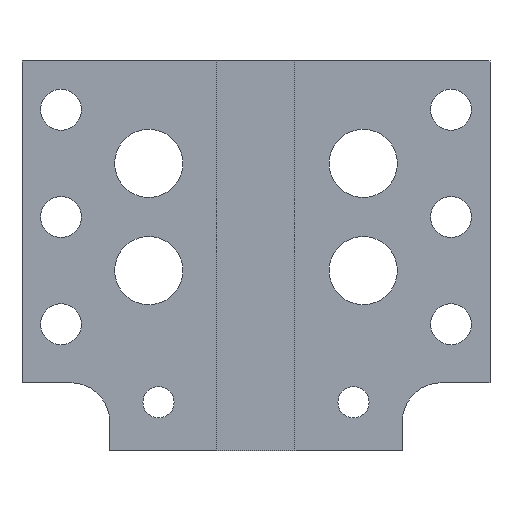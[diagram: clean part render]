
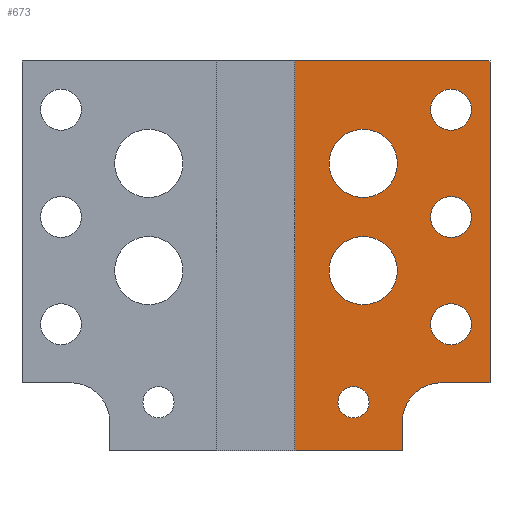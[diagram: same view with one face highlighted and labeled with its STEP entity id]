
A CAD part, front view. The second image highlights one B-rep face of the part: STEP entity #673.
In plain terms, the highlighted planar face has unit normal (0, -1, 0).
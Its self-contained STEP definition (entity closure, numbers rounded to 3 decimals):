
#28=FACE_BOUND('',#85,.T.);
#29=FACE_BOUND('',#86,.T.);
#30=FACE_BOUND('',#87,.T.);
#31=FACE_BOUND('',#88,.T.);
#32=FACE_BOUND('',#89,.T.);
#33=FACE_BOUND('',#90,.T.);
#52=FACE_OUTER_BOUND('',#84,.T.);
#84=EDGE_LOOP('',(#442,#443,#444,#445,#446,#447,#448));
#85=EDGE_LOOP('',(#449));
#86=EDGE_LOOP('',(#450));
#87=EDGE_LOOP('',(#451));
#88=EDGE_LOOP('',(#452));
#89=EDGE_LOOP('',(#453));
#90=EDGE_LOOP('',(#454));
#140=CIRCLE('',#729,2.);
#141=CIRCLE('',#730,0.8);
#142=CIRCLE('',#731,1.75);
#143=CIRCLE('',#732,1.75);
#144=CIRCLE('',#733,1.05);
#145=CIRCLE('',#734,1.05);
#146=CIRCLE('',#735,1.05);
#168=LINE('',#976,#230);
#169=LINE('',#978,#231);
#170=LINE('',#980,#232);
#171=LINE('',#984,#233);
#172=LINE('',#986,#234);
#173=LINE('',#987,#235);
#230=VECTOR('',#792,20.);
#231=VECTOR('',#793,5.5);
#232=VECTOR('',#794,1.5);
#233=VECTOR('',#797,2.5);
#234=VECTOR('',#798,16.5);
#235=VECTOR('',#799,10.);
#292=VERTEX_POINT('',#974);
#293=VERTEX_POINT('',#975);
#294=VERTEX_POINT('',#977);
#295=VERTEX_POINT('',#979);
#296=VERTEX_POINT('',#981);
#297=VERTEX_POINT('',#983);
#298=VERTEX_POINT('',#985);
#299=VERTEX_POINT('',#988);
#300=VERTEX_POINT('',#990);
#301=VERTEX_POINT('',#992);
#302=VERTEX_POINT('',#994);
#303=VERTEX_POINT('',#996);
#304=VERTEX_POINT('',#998);
#352=EDGE_CURVE('',#292,#293,#168,.T.);
#353=EDGE_CURVE('',#294,#292,#169,.T.);
#354=EDGE_CURVE('',#295,#294,#170,.T.);
#355=EDGE_CURVE('',#295,#296,#140,.F.);
#356=EDGE_CURVE('',#297,#296,#171,.T.);
#357=EDGE_CURVE('',#298,#297,#172,.T.);
#358=EDGE_CURVE('',#293,#298,#173,.T.);
#359=EDGE_CURVE('',#299,#299,#141,.T.);
#360=EDGE_CURVE('',#300,#300,#142,.T.);
#361=EDGE_CURVE('',#301,#301,#143,.T.);
#362=EDGE_CURVE('',#302,#302,#144,.T.);
#363=EDGE_CURVE('',#303,#303,#145,.T.);
#364=EDGE_CURVE('',#304,#304,#146,.T.);
#442=ORIENTED_EDGE('',*,*,#352,.F.);
#443=ORIENTED_EDGE('',*,*,#353,.F.);
#444=ORIENTED_EDGE('',*,*,#354,.F.);
#445=ORIENTED_EDGE('',*,*,#355,.T.);
#446=ORIENTED_EDGE('',*,*,#356,.F.);
#447=ORIENTED_EDGE('',*,*,#357,.F.);
#448=ORIENTED_EDGE('',*,*,#358,.F.);
#449=ORIENTED_EDGE('',*,*,#359,.T.);
#450=ORIENTED_EDGE('',*,*,#360,.F.);
#451=ORIENTED_EDGE('',*,*,#361,.F.);
#452=ORIENTED_EDGE('',*,*,#362,.T.);
#453=ORIENTED_EDGE('',*,*,#363,.T.);
#454=ORIENTED_EDGE('',*,*,#364,.T.);
#622=PLANE('',#728);
#673=ADVANCED_FACE('',(#52,#28,#29,#30,#31,#32,#33),#622,.T.);
#728=AXIS2_PLACEMENT_3D('',#973,#790,#791);
#729=AXIS2_PLACEMENT_3D('',#982,#795,#796);
#730=AXIS2_PLACEMENT_3D('',#989,#800,#801);
#731=AXIS2_PLACEMENT_3D('',#991,#802,#803);
#732=AXIS2_PLACEMENT_3D('',#993,#804,#805);
#733=AXIS2_PLACEMENT_3D('',#995,#806,#807);
#734=AXIS2_PLACEMENT_3D('',#997,#808,#809);
#735=AXIS2_PLACEMENT_3D('',#999,#810,#811);
#790=DIRECTION('center_axis',(0.,-1.,0.));
#791=DIRECTION('ref_axis',(0.,0.,-1.));
#792=DIRECTION('',(0.,0.,1.));
#793=DIRECTION('',(-1.,0.,0.));
#794=DIRECTION('',(0.,0.,-1.));
#795=DIRECTION('center_axis',(0.,-1.,0.));
#796=DIRECTION('ref_axis',(0.,0.,-1.));
#797=DIRECTION('',(-1.,0.,0.));
#798=DIRECTION('',(0.,0.,-1.));
#799=DIRECTION('',(1.,0.,0.));
#800=DIRECTION('center_axis',(0.,1.,0.));
#801=DIRECTION('ref_axis',(0.,0.,1.));
#802=DIRECTION('center_axis',(0.,-1.,0.));
#803=DIRECTION('ref_axis',(0.,0.,-1.));
#804=DIRECTION('center_axis',(0.,-1.,0.));
#805=DIRECTION('ref_axis',(0.,0.,-1.));
#806=DIRECTION('center_axis',(0.,1.,0.));
#807=DIRECTION('ref_axis',(0.,0.,1.));
#808=DIRECTION('center_axis',(0.,1.,0.));
#809=DIRECTION('ref_axis',(0.,0.,1.));
#810=DIRECTION('center_axis',(0.,1.,0.));
#811=DIRECTION('ref_axis',(0.,0.,1.));
#973=CARTESIAN_POINT('Origin',(0.,0.,0.));
#974=CARTESIAN_POINT('',(2.,0.,-12.));
#975=CARTESIAN_POINT('',(2.,0.,8.));
#976=CARTESIAN_POINT('',(2.,0.,-12.));
#977=CARTESIAN_POINT('',(7.5,0.,-12.));
#978=CARTESIAN_POINT('',(7.5,0.,-12.));
#979=CARTESIAN_POINT('',(7.5,0.,-10.5));
#980=CARTESIAN_POINT('',(7.5,0.,-10.5));
#981=CARTESIAN_POINT('',(9.5,0.,-8.5));
#982=CARTESIAN_POINT('Origin',(9.5,0.,-10.5));
#983=CARTESIAN_POINT('',(12.,0.,-8.5));
#984=CARTESIAN_POINT('',(12.,0.,-8.5));
#985=CARTESIAN_POINT('',(12.,0.,8.));
#986=CARTESIAN_POINT('',(12.,0.,8.));
#987=CARTESIAN_POINT('',(2.,0.,8.));
#988=CARTESIAN_POINT('',(5.,0.,-10.3));
#989=CARTESIAN_POINT('Origin',(5.,0.,-9.5));
#990=CARTESIAN_POINT('',(5.5,0.,-1.));
#991=CARTESIAN_POINT('Origin',(5.5,0.,-2.75));
#992=CARTESIAN_POINT('',(5.5,0.,4.5));
#993=CARTESIAN_POINT('Origin',(5.5,0.,2.75));
#994=CARTESIAN_POINT('',(10.,0.,-4.45));
#995=CARTESIAN_POINT('Origin',(10.,0.,-5.5));
#996=CARTESIAN_POINT('',(10.,0.,1.05));
#997=CARTESIAN_POINT('Origin',(10.,0.,0.));
#998=CARTESIAN_POINT('',(10.,0.,6.55));
#999=CARTESIAN_POINT('Origin',(10.,0.,5.5));
